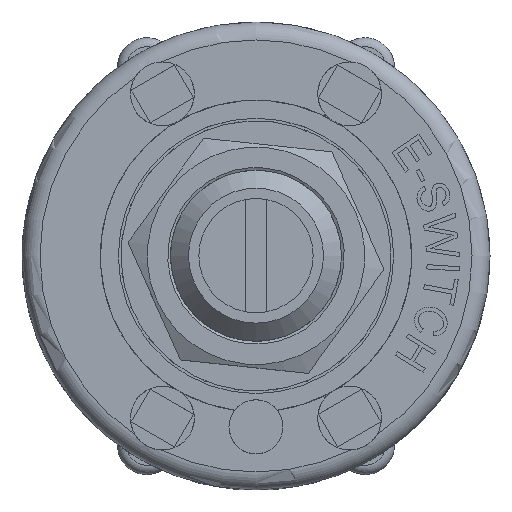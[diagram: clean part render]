
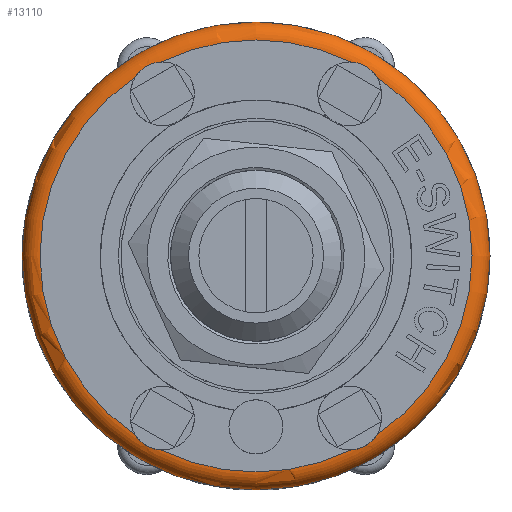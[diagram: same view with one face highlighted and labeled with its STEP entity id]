
A CAD part, top view. The second image highlights one B-rep face of the part: STEP entity #13110.
In plain terms, the highlighted toroidal (fillet/blend) face has major radius 12 mm and minor radius 1 mm.
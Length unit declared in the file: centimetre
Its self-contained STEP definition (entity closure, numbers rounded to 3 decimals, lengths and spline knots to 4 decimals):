
#26=TOROIDAL_SURFACE('',#13765,1.2,0.1);
#655=B_SPLINE_CURVE_WITH_KNOTS('',3,(#22631,#22632,#22633,#22634,#22635,
#22636,#22637,#22638,#22639,#22640,#22641,#22642),.UNSPECIFIED.,.F.,.F.,
(4,2,2,2,2,4),(-0.2692,-0.2446,-0.216,
-0.1921,-0.1645,-0.1357),.UNSPECIFIED.);
#656=B_SPLINE_CURVE_WITH_KNOTS('',3,(#22654,#22655,#22656,#22657,#22658,
#22659,#22660,#22661,#22662,#22663,#22664,#22665),.UNSPECIFIED.,.F.,.F.,
(4,2,2,2,2,4),(-0.2692,-0.2446,-0.216,
-0.1921,-0.1645,-0.1357),.UNSPECIFIED.);
#657=B_SPLINE_CURVE_WITH_KNOTS('',3,(#22682,#22683,#22684,#22685,#22686,
#22687,#22688,#22689,#22690,#22691,#22692,#22693),.UNSPECIFIED.,.F.,.F.,
(4,2,2,2,2,4),(-0.2692,-0.2446,-0.216,
-0.1921,-0.1645,-0.1357),.UNSPECIFIED.);
#658=B_SPLINE_CURVE_WITH_KNOTS('',3,(#22715,#22716,#22717,#22718,#22719,
#22720,#22721,#22722,#22723,#22724,#22725,#22726),.UNSPECIFIED.,.F.,.F.,
(4,2,2,2,2,4),(-0.2692,-0.2446,-0.216,
-0.1921,-0.1645,-0.1357),.UNSPECIFIED.);
#1345=FACE_OUTER_BOUND('',#2118,.T.);
#2118=EDGE_LOOP('',(#11657,#11658,#11659,#11660,#11661,#11662,#11663,#11664,
#11665,#11666,#11667,#11668));
#5029=CIRCLE('',#13718,1.3);
#5056=CIRCLE('',#13766,0.1);
#5057=CIRCLE('',#13767,1.2);
#5058=CIRCLE('',#13768,1.2);
#5059=CIRCLE('',#13769,1.2);
#5060=CIRCLE('',#13770,1.2);
#5061=CIRCLE('',#13771,1.2);
#6266=VERTEX_POINT('',#22593);
#6274=VERTEX_POINT('',#22629);
#6275=VERTEX_POINT('',#22630);
#6278=VERTEX_POINT('',#22652);
#6279=VERTEX_POINT('',#22653);
#6284=VERTEX_POINT('',#22680);
#6285=VERTEX_POINT('',#22681);
#6292=VERTEX_POINT('',#22713);
#6293=VERTEX_POINT('',#22714);
#6296=VERTEX_POINT('',#22736);
#8099=EDGE_CURVE('',#6266,#6266,#5029,.T.);
#8117=EDGE_CURVE('',#6274,#6275,#655,.T.);
#8123=EDGE_CURVE('',#6278,#6279,#656,.T.);
#8131=EDGE_CURVE('',#6284,#6285,#657,.T.);
#8141=EDGE_CURVE('',#6292,#6293,#658,.T.);
#8147=EDGE_CURVE('',#6266,#6296,#5056,.T.);
#8148=EDGE_CURVE('',#6296,#6284,#5057,.T.);
#8149=EDGE_CURVE('',#6285,#6278,#5058,.T.);
#8150=EDGE_CURVE('',#6279,#6274,#5059,.T.);
#8151=EDGE_CURVE('',#6275,#6292,#5060,.T.);
#8152=EDGE_CURVE('',#6293,#6296,#5061,.T.);
#11657=ORIENTED_EDGE('',*,*,#8099,.T.);
#11658=ORIENTED_EDGE('',*,*,#8147,.T.);
#11659=ORIENTED_EDGE('',*,*,#8148,.T.);
#11660=ORIENTED_EDGE('',*,*,#8131,.T.);
#11661=ORIENTED_EDGE('',*,*,#8149,.T.);
#11662=ORIENTED_EDGE('',*,*,#8123,.T.);
#11663=ORIENTED_EDGE('',*,*,#8150,.T.);
#11664=ORIENTED_EDGE('',*,*,#8117,.T.);
#11665=ORIENTED_EDGE('',*,*,#8151,.T.);
#11666=ORIENTED_EDGE('',*,*,#8141,.T.);
#11667=ORIENTED_EDGE('',*,*,#8152,.T.);
#11668=ORIENTED_EDGE('',*,*,#8147,.F.);
#13110=ADVANCED_FACE('',(#1345),#26,.T.);
#13718=AXIS2_PLACEMENT_3D('',#22594,#16273,#16274);
#13765=AXIS2_PLACEMENT_3D('',#22735,#16384,#16385);
#13766=AXIS2_PLACEMENT_3D('',#22737,#16386,#16387);
#13767=AXIS2_PLACEMENT_3D('',#22738,#16388,#16389);
#13768=AXIS2_PLACEMENT_3D('',#22739,#16390,#16391);
#13769=AXIS2_PLACEMENT_3D('',#22740,#16392,#16393);
#13770=AXIS2_PLACEMENT_3D('',#22741,#16394,#16395);
#13771=AXIS2_PLACEMENT_3D('',#22742,#16396,#16397);
#16273=DIRECTION('center_axis',(0.,0.,1.));
#16274=DIRECTION('ref_axis',(-1.,0.,0.));
#16384=DIRECTION('center_axis',(0.,0.,-1.));
#16385=DIRECTION('ref_axis',(-1.,0.,0.));
#16386=DIRECTION('center_axis',(0.,-1.,0.));
#16387=DIRECTION('ref_axis',(1.,0.,0.));
#16388=DIRECTION('center_axis',(0.,0.,-1.));
#16389=DIRECTION('ref_axis',(-1.,0.,0.));
#16390=DIRECTION('center_axis',(0.,0.,-1.));
#16391=DIRECTION('ref_axis',(-1.,0.,0.));
#16392=DIRECTION('center_axis',(0.,0.,-1.));
#16393=DIRECTION('ref_axis',(-1.,0.,0.));
#16394=DIRECTION('center_axis',(0.,0.,-1.));
#16395=DIRECTION('ref_axis',(-1.,0.,0.));
#16396=DIRECTION('center_axis',(0.,0.,-1.));
#16397=DIRECTION('ref_axis',(-1.,0.,0.));
#22593=CARTESIAN_POINT('',(1.3,0.,0.95));
#22594=CARTESIAN_POINT('Origin',(0.,0.,0.95));
#22629=CARTESIAN_POINT('',(-0.67,0.9955,1.05));
#22630=CARTESIAN_POINT('',(-0.5271,1.078,1.05));
#22631=CARTESIAN_POINT('Ctrl Pts',(-0.67,0.9955,
1.05));
#22632=CARTESIAN_POINT('Ctrl Pts',(-0.6646,1.0041,
1.05));
#22633=CARTESIAN_POINT('Ctrl Pts',(-0.6583,1.0124,
1.0498));
#22634=CARTESIAN_POINT('Ctrl Pts',(-0.6428,1.0294,
1.0491));
#22635=CARTESIAN_POINT('Ctrl Pts',(-0.6335,1.0377,
1.0488));
#22636=CARTESIAN_POINT('Ctrl Pts',(-0.615,1.051,1.0484));
#22637=CARTESIAN_POINT('Ctrl Pts',(-0.6061,1.0563,
1.0484));
#22638=CARTESIAN_POINT('Ctrl Pts',(-0.5859,1.0659,1.0487));
#22639=CARTESIAN_POINT('Ctrl Pts',(-0.5747,1.07,1.049));
#22640=CARTESIAN_POINT('Ctrl Pts',(-0.551,1.0759,1.0497));
#22641=CARTESIAN_POINT('Ctrl Pts',(-0.539,1.0775,
1.05));
#22642=CARTESIAN_POINT('Ctrl Pts',(-0.5271,1.078,
1.05));
#22652=CARTESIAN_POINT('',(-0.5271,-1.078,1.05));
#22653=CARTESIAN_POINT('',(-0.67,-0.9955,1.05));
#22654=CARTESIAN_POINT('Ctrl Pts',(-0.5271,-1.078,
1.05));
#22655=CARTESIAN_POINT('Ctrl Pts',(-0.5373,-1.0776,
1.05));
#22656=CARTESIAN_POINT('Ctrl Pts',(-0.5476,-1.0763,
1.0498));
#22657=CARTESIAN_POINT('Ctrl Pts',(-0.5701,-1.0714,1.0491));
#22658=CARTESIAN_POINT('Ctrl Pts',(-0.5819,-1.0675,
1.0488));
#22659=CARTESIAN_POINT('Ctrl Pts',(-0.6027,-1.0581,
1.0484));
#22660=CARTESIAN_POINT('Ctrl Pts',(-0.6117,-1.053,
1.0484));
#22661=CARTESIAN_POINT('Ctrl Pts',(-0.6301,-1.0404,
1.0487));
#22662=CARTESIAN_POINT('Ctrl Pts',(-0.6393,-1.0327,
1.049));
#22663=CARTESIAN_POINT('Ctrl Pts',(-0.6562,-1.0151,
1.0497));
#22664=CARTESIAN_POINT('Ctrl Pts',(-0.6637,-1.0055,
1.05));
#22665=CARTESIAN_POINT('Ctrl Pts',(-0.67,-0.9955,
1.05));
#22680=CARTESIAN_POINT('',(0.67,-0.9955,1.05));
#22681=CARTESIAN_POINT('',(0.5271,-1.078,1.05));
#22682=CARTESIAN_POINT('Ctrl Pts',(0.67,-0.9955,
1.05));
#22683=CARTESIAN_POINT('Ctrl Pts',(0.6646,-1.0041,
1.05));
#22684=CARTESIAN_POINT('Ctrl Pts',(0.6583,-1.0124,
1.0498));
#22685=CARTESIAN_POINT('Ctrl Pts',(0.6428,-1.0294,
1.0491));
#22686=CARTESIAN_POINT('Ctrl Pts',(0.6335,-1.0377,
1.0488));
#22687=CARTESIAN_POINT('Ctrl Pts',(0.615,-1.051,
1.0484));
#22688=CARTESIAN_POINT('Ctrl Pts',(0.6061,-1.0563,
1.0484));
#22689=CARTESIAN_POINT('Ctrl Pts',(0.5859,-1.0659,1.0487));
#22690=CARTESIAN_POINT('Ctrl Pts',(0.5747,-1.07,1.049));
#22691=CARTESIAN_POINT('Ctrl Pts',(0.551,-1.0759,
1.0497));
#22692=CARTESIAN_POINT('Ctrl Pts',(0.539,-1.0775,
1.05));
#22693=CARTESIAN_POINT('Ctrl Pts',(0.5271,-1.078,
1.05));
#22713=CARTESIAN_POINT('',(0.5271,1.078,1.05));
#22714=CARTESIAN_POINT('',(0.67,0.9955,1.05));
#22715=CARTESIAN_POINT('Ctrl Pts',(0.5271,1.078,1.05));
#22716=CARTESIAN_POINT('Ctrl Pts',(0.5373,1.0776,1.05));
#22717=CARTESIAN_POINT('Ctrl Pts',(0.5476,1.0763,1.0498));
#22718=CARTESIAN_POINT('Ctrl Pts',(0.5701,1.0714,1.0491));
#22719=CARTESIAN_POINT('Ctrl Pts',(0.5819,1.0675,1.0488));
#22720=CARTESIAN_POINT('Ctrl Pts',(0.6027,1.0581,1.0484));
#22721=CARTESIAN_POINT('Ctrl Pts',(0.6117,1.053,1.0484));
#22722=CARTESIAN_POINT('Ctrl Pts',(0.6301,1.0404,1.0487));
#22723=CARTESIAN_POINT('Ctrl Pts',(0.6393,1.0327,1.049));
#22724=CARTESIAN_POINT('Ctrl Pts',(0.6562,1.0151,1.0497));
#22725=CARTESIAN_POINT('Ctrl Pts',(0.6637,1.0055,1.05));
#22726=CARTESIAN_POINT('Ctrl Pts',(0.67,0.9955,
1.05));
#22735=CARTESIAN_POINT('Origin',(0.,0.,0.95));
#22736=CARTESIAN_POINT('',(1.2,0.,1.05));
#22737=CARTESIAN_POINT('Origin',(1.2,0.,0.95));
#22738=CARTESIAN_POINT('Origin',(0.,0.,1.05));
#22739=CARTESIAN_POINT('Origin',(0.,0.,1.05));
#22740=CARTESIAN_POINT('Origin',(0.,0.,1.05));
#22741=CARTESIAN_POINT('Origin',(0.,0.,1.05));
#22742=CARTESIAN_POINT('Origin',(0.,0.,1.05));
